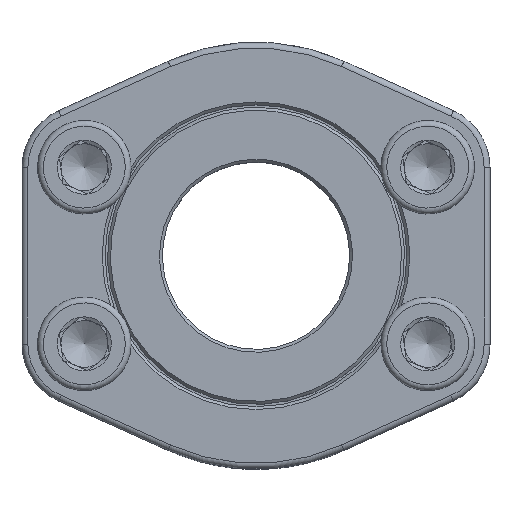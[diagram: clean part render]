
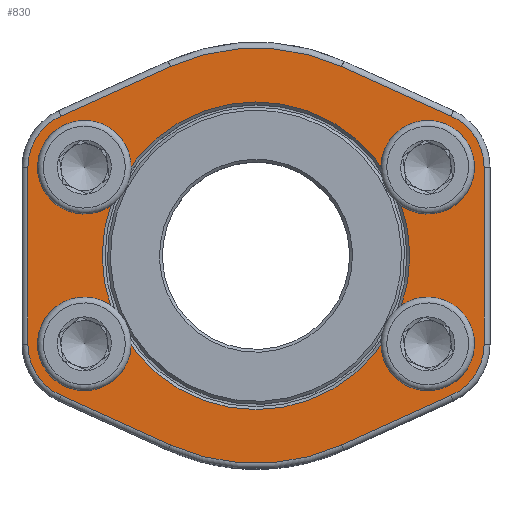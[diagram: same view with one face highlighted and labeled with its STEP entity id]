
A CAD part, top view. The second image highlights one B-rep face of the part: STEP entity #830.
In plain terms, the highlighted face is planar.
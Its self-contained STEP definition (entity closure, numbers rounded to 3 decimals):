
#428=LINE('',#3928,#488);
#429=LINE('',#3933,#489);
#430=LINE('',#3937,#490);
#431=LINE('',#3941,#491);
#432=LINE('',#3945,#492);
#433=LINE('',#3949,#493);
#488=VECTOR('',#3042,1.);
#489=VECTOR('',#3045,1.);
#490=VECTOR('',#3048,1.);
#491=VECTOR('',#3051,1.);
#492=VECTOR('',#3054,1.);
#493=VECTOR('',#3057,1.);
#688=FACE_BOUND('',#1133,.T.);
#689=FACE_BOUND('',#1134,.T.);
#690=FACE_BOUND('',#1135,.T.);
#691=FACE_BOUND('',#1136,.T.);
#692=FACE_BOUND('',#1137,.T.);
#693=FACE_BOUND('',#1138,.T.);
#830=ADVANCED_FACE('',(#688,#689,#690,#691,#692,#693),#947,.T.);
#947=PLANE('',#2559);
#1133=EDGE_LOOP('',(#1518,#1519,#1520,#1521,#1522,#1523,#1524,#1525,#1526,
#1527,#1528,#1529));
#1134=EDGE_LOOP('',(#1530));
#1135=EDGE_LOOP('',(#1531));
#1136=EDGE_LOOP('',(#1532));
#1137=EDGE_LOOP('',(#1533));
#1138=EDGE_LOOP('',(#1534));
#1518=ORIENTED_EDGE('',*,*,#2143,.T.);
#1519=ORIENTED_EDGE('',*,*,#2144,.T.);
#1520=ORIENTED_EDGE('',*,*,#2145,.T.);
#1521=ORIENTED_EDGE('',*,*,#2146,.T.);
#1522=ORIENTED_EDGE('',*,*,#2147,.T.);
#1523=ORIENTED_EDGE('',*,*,#2148,.T.);
#1524=ORIENTED_EDGE('',*,*,#2149,.T.);
#1525=ORIENTED_EDGE('',*,*,#2150,.T.);
#1526=ORIENTED_EDGE('',*,*,#2151,.T.);
#1527=ORIENTED_EDGE('',*,*,#2152,.T.);
#1528=ORIENTED_EDGE('',*,*,#2153,.T.);
#1529=ORIENTED_EDGE('',*,*,#2154,.T.);
#1530=ORIENTED_EDGE('',*,*,#2155,.T.);
#1531=ORIENTED_EDGE('',*,*,#2156,.T.);
#1532=ORIENTED_EDGE('',*,*,#2157,.T.);
#1533=ORIENTED_EDGE('',*,*,#2158,.T.);
#1534=ORIENTED_EDGE('',*,*,#2159,.T.);
#1922=VERTEX_POINT('',#3929);
#1923=VERTEX_POINT('',#3930);
#1924=VERTEX_POINT('',#3932);
#1925=VERTEX_POINT('',#3934);
#1926=VERTEX_POINT('',#3936);
#1927=VERTEX_POINT('',#3938);
#1928=VERTEX_POINT('',#3940);
#1929=VERTEX_POINT('',#3942);
#1930=VERTEX_POINT('',#3944);
#1931=VERTEX_POINT('',#3946);
#1932=VERTEX_POINT('',#3948);
#1933=VERTEX_POINT('',#3950);
#1934=VERTEX_POINT('',#3953);
#1935=VERTEX_POINT('',#3955);
#1936=VERTEX_POINT('',#3957);
#1937=VERTEX_POINT('',#3959);
#1938=VERTEX_POINT('',#3961);
#2143=EDGE_CURVE('',#1922,#1923,#428,.T.);
#2144=EDGE_CURVE('',#1923,#1924,#2324,.T.);
#2145=EDGE_CURVE('',#1924,#1925,#429,.T.);
#2146=EDGE_CURVE('',#1925,#1926,#2325,.T.);
#2147=EDGE_CURVE('',#1926,#1927,#430,.T.);
#2148=EDGE_CURVE('',#1927,#1928,#2326,.T.);
#2149=EDGE_CURVE('',#1928,#1929,#431,.T.);
#2150=EDGE_CURVE('',#1929,#1930,#2327,.T.);
#2151=EDGE_CURVE('',#1930,#1931,#432,.T.);
#2152=EDGE_CURVE('',#1931,#1932,#2328,.T.);
#2153=EDGE_CURVE('',#1932,#1933,#433,.T.);
#2154=EDGE_CURVE('',#1933,#1922,#2329,.T.);
#2155=EDGE_CURVE('',#1934,#1934,#2330,.T.);
#2156=EDGE_CURVE('',#1935,#1935,#2331,.T.);
#2157=EDGE_CURVE('',#1936,#1936,#2332,.T.);
#2158=EDGE_CURVE('',#1937,#1937,#2333,.T.);
#2159=EDGE_CURVE('',#1938,#1938,#2334,.T.);
#2324=CIRCLE('',#2548,9.65);
#2325=CIRCLE('',#2549,9.65);
#2326=CIRCLE('',#2550,35.5);
#2327=CIRCLE('',#2551,9.65);
#2328=CIRCLE('',#2552,9.65);
#2329=CIRCLE('',#2553,35.5);
#2330=CIRCLE('',#2554,26.3);
#2331=CIRCLE('',#2555,5.85);
#2332=CIRCLE('',#2556,5.85);
#2333=CIRCLE('',#2557,5.85);
#2334=CIRCLE('',#2558,5.85);
#2548=AXIS2_PLACEMENT_3D('',#3931,#3043,#3044);
#2549=AXIS2_PLACEMENT_3D('',#3935,#3046,#3047);
#2550=AXIS2_PLACEMENT_3D('',#3939,#3049,#3050);
#2551=AXIS2_PLACEMENT_3D('',#3943,#3052,#3053);
#2552=AXIS2_PLACEMENT_3D('',#3947,#3055,#3056);
#2553=AXIS2_PLACEMENT_3D('',#3951,#3058,#3059);
#2554=AXIS2_PLACEMENT_3D('',#3952,#3060,#3061);
#2555=AXIS2_PLACEMENT_3D('',#3954,#3062,#3063);
#2556=AXIS2_PLACEMENT_3D('',#3956,#3064,#3065);
#2557=AXIS2_PLACEMENT_3D('',#3958,#3066,#3067);
#2558=AXIS2_PLACEMENT_3D('',#3960,#3068,#3069);
#2559=AXIS2_PLACEMENT_3D('',#3962,#3070,#3071);
#3042=DIRECTION('',(-0.911,0.412,0.));
#3043=DIRECTION('',(0.,0.,-1.));
#3044=DIRECTION('',(-1.,0.,0.));
#3045=DIRECTION('',(0.,1.,0.));
#3046=DIRECTION('',(0.,0.,-1.));
#3047=DIRECTION('',(-1.,0.,0.));
#3048=DIRECTION('',(0.911,0.412,0.));
#3049=DIRECTION('',(0.,0.,-1.));
#3050=DIRECTION('',(-1.,0.,0.));
#3051=DIRECTION('',(0.911,-0.412,0.));
#3052=DIRECTION('',(0.,0.,-1.));
#3053=DIRECTION('',(-1.,0.,0.));
#3054=DIRECTION('',(0.,-1.,0.));
#3055=DIRECTION('',(0.,0.,-1.));
#3056=DIRECTION('',(-1.,0.,0.));
#3057=DIRECTION('',(-0.911,-0.412,0.));
#3058=DIRECTION('',(0.,0.,-1.));
#3059=DIRECTION('',(-1.,0.,0.));
#3060=DIRECTION('',(0.,0.,1.));
#3061=DIRECTION('',(-1.,0.,0.));
#3062=DIRECTION('',(0.,0.,1.));
#3063=DIRECTION('',(-1.,0.,0.));
#3064=DIRECTION('',(0.,0.,1.));
#3065=DIRECTION('',(-1.,0.,0.));
#3066=DIRECTION('',(0.,0.,1.));
#3067=DIRECTION('',(-1.,0.,0.));
#3068=DIRECTION('',(0.,0.,1.));
#3069=DIRECTION('',(-1.,0.,0.));
#3070=DIRECTION('',(0.,0.,-1.));
#3071=DIRECTION('',(-1.,0.,0.));
#3928=CARTESIAN_POINT('',(15.413,-45.928,0.));
#3929=CARTESIAN_POINT('',(-14.624,-32.348,0.));
#3930=CARTESIAN_POINT('',(-33.325,-23.893,0.));
#3931=CARTESIAN_POINT('',(-29.35,-15.1,0.));
#3932=CARTESIAN_POINT('',(-39.,-15.1,0.));
#3933=CARTESIAN_POINT('',(-39.,-15.1,0.));
#3934=CARTESIAN_POINT('',(-39.,15.1,0.));
#3935=CARTESIAN_POINT('',(-29.35,15.1,0.));
#3936=CARTESIAN_POINT('',(-33.325,23.893,0.));
#3937=CARTESIAN_POINT('',(4.077,40.802,0.));
#3938=CARTESIAN_POINT('',(-14.624,32.348,0.));
#3939=CARTESIAN_POINT('',(0.,0.,0.));
#3940=CARTESIAN_POINT('',(14.624,32.348,0.));
#3941=CARTESIAN_POINT('',(44.662,18.768,0.));
#3942=CARTESIAN_POINT('',(33.325,23.893,0.));
#3943=CARTESIAN_POINT('',(29.35,15.1,0.));
#3944=CARTESIAN_POINT('',(39.,15.1,0.));
#3945=CARTESIAN_POINT('',(39.,-15.1,0.));
#3946=CARTESIAN_POINT('',(39.,-15.1,0.));
#3947=CARTESIAN_POINT('',(29.35,-15.1,0.));
#3948=CARTESIAN_POINT('',(33.325,-23.893,0.));
#3949=CARTESIAN_POINT('',(33.325,-23.893,0.));
#3950=CARTESIAN_POINT('',(14.624,-32.348,0.));
#3951=CARTESIAN_POINT('',(0.,0.,0.));
#3952=CARTESIAN_POINT('',(0.,0.,0.));
#3953=CARTESIAN_POINT('',(-26.3,0.,0.));
#3954=CARTESIAN_POINT('',(-29.35,-15.1,0.));
#3955=CARTESIAN_POINT('',(-35.2,-15.1,0.));
#3956=CARTESIAN_POINT('',(-29.35,15.1,0.));
#3957=CARTESIAN_POINT('',(-35.2,15.1,0.));
#3958=CARTESIAN_POINT('',(29.35,-15.1,0.));
#3959=CARTESIAN_POINT('',(23.5,-15.1,0.));
#3960=CARTESIAN_POINT('',(29.35,15.1,0.));
#3961=CARTESIAN_POINT('',(23.5,15.1,0.));
#3962=CARTESIAN_POINT('',(29.35,-15.1,0.));
